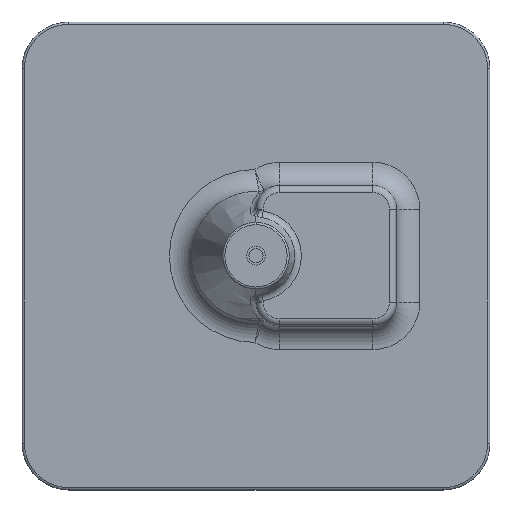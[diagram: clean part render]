
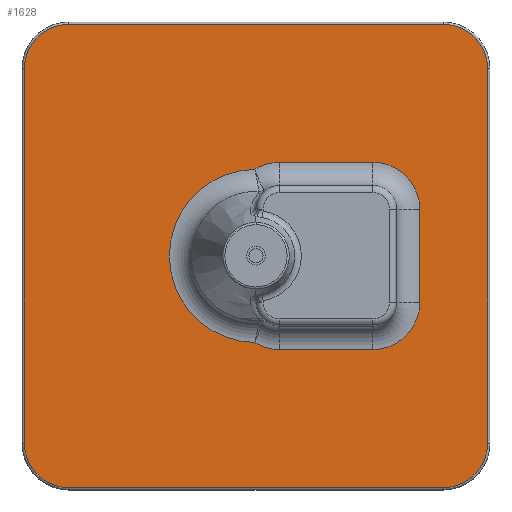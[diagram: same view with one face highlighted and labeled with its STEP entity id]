
A CAD part, top view. The second image highlights one B-rep face of the part: STEP entity #1628.
In plain terms, the highlighted planar face has unit normal (0, 0, 1).
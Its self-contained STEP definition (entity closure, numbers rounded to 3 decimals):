
#283=CARTESIAN_POINT('',(-0.539,36.998,
-43.96));
#315=DIRECTION('',(0.,-1.,0.));
#316=VECTOR('',#315,160.);
#317=CARTESIAN_POINT('',(-99.,80.,-43.96));
#318=LINE('',#317,#316);
#319=CARTESIAN_POINT('',(-80.,80.,-43.96));
#320=DIRECTION('',(0.,0.,1.));
#321=DIRECTION('',(0.,1.,0.));
#322=AXIS2_PLACEMENT_3D('',#319,#320,#321);
#324=DIRECTION('',(1.,0.,0.));
#325=VECTOR('',#324,160.);
#326=CARTESIAN_POINT('',(-80.,99.,-43.96));
#327=LINE('',#326,#325);
#328=CARTESIAN_POINT('',(80.,80.,-43.96));
#329=DIRECTION('',(0.,0.,1.));
#330=DIRECTION('',(1.,0.,0.));
#331=AXIS2_PLACEMENT_3D('',#328,#329,#330);
#333=DIRECTION('',(0.,-1.,0.));
#334=VECTOR('',#333,160.);
#335=CARTESIAN_POINT('',(99.,80.,-43.96));
#336=LINE('',#335,#334);
#337=CARTESIAN_POINT('',(80.,-80.,-43.96));
#338=DIRECTION('',(0.,0.,1.));
#339=DIRECTION('',(0.,-1.,0.));
#340=AXIS2_PLACEMENT_3D('',#337,#338,#339);
#342=DIRECTION('',(-1.,0.,0.));
#343=VECTOR('',#342,160.);
#344=CARTESIAN_POINT('',(80.,-99.,-43.96));
#345=LINE('',#344,#343);
#346=CARTESIAN_POINT('',(-80.,-80.,-43.96));
#347=DIRECTION('',(0.,0.,1.));
#348=DIRECTION('',(-1.,0.,0.));
#349=AXIS2_PLACEMENT_3D('',#346,#347,#348);
#351=CARTESIAN_POINT('',(0.,0.,-43.96));
#352=DIRECTION('',(0.,0.,-1.));
#353=DIRECTION('',(-0.015,-1.,0.));
#354=AXIS2_PLACEMENT_3D('',#351,#352,#353);
#356=CARTESIAN_POINT('',(10.,-20.,-43.96));
#357=DIRECTION('',(0.,0.,-1.));
#358=DIRECTION('',(0.,-1.,0.));
#359=AXIS2_PLACEMENT_3D('',#356,#357,#358);
#361=DIRECTION('',(1.,0.,0.));
#362=VECTOR('',#361,40.);
#363=CARTESIAN_POINT('',(10.,-40.,-43.96));
#364=LINE('',#363,#362);
#365=CARTESIAN_POINT('',(50.,-20.,-43.96));
#366=DIRECTION('',(0.,0.,-1.));
#367=DIRECTION('',(1.,0.,0.));
#368=AXIS2_PLACEMENT_3D('',#365,#366,#367);
#370=DIRECTION('',(0.,1.,0.));
#371=VECTOR('',#370,40.);
#372=CARTESIAN_POINT('',(70.,-20.,-43.96));
#373=LINE('',#372,#371);
#374=CARTESIAN_POINT('',(50.,20.,-43.96));
#375=DIRECTION('',(0.,0.,-1.));
#376=DIRECTION('',(0.,1.,0.));
#377=AXIS2_PLACEMENT_3D('',#374,#375,#376);
#379=DIRECTION('',(-1.,0.,0.));
#380=VECTOR('',#379,40.);
#381=CARTESIAN_POINT('',(50.,40.,-43.96));
#382=LINE('',#381,#380);
#383=CARTESIAN_POINT('',(10.,20.,-43.96));
#384=DIRECTION('',(0.,0.,-1.));
#385=DIRECTION('',(-0.527,0.85,0.));
#386=AXIS2_PLACEMENT_3D('',#383,#384,#385);
#1003=CARTESIAN_POINT('',(-99.,80.,-43.96));
#1004=CARTESIAN_POINT('',(-99.,-80.,-43.96));
#1005=VERTEX_POINT('',#1003);
#1006=VERTEX_POINT('',#1004);
#1013=CARTESIAN_POINT('',(-80.,99.,-43.96));
#1014=CARTESIAN_POINT('',(80.,99.,-43.96));
#1015=VERTEX_POINT('',#1013);
#1016=VERTEX_POINT('',#1014);
#1017=CARTESIAN_POINT('',(99.,80.,-43.96));
#1018=CARTESIAN_POINT('',(99.,-80.,-43.96));
#1019=VERTEX_POINT('',#1017);
#1020=VERTEX_POINT('',#1018);
#1021=CARTESIAN_POINT('',(80.,-99.,-43.96));
#1022=CARTESIAN_POINT('',(-80.,-99.,-43.96));
#1023=VERTEX_POINT('',#1021);
#1024=VERTEX_POINT('',#1022);
#1043=CARTESIAN_POINT('',(10.,-40.,-43.96));
#1044=CARTESIAN_POINT('',(50.,-40.,-43.96));
#1045=VERTEX_POINT('',#1043);
#1046=VERTEX_POINT('',#1044);
#1051=CARTESIAN_POINT('',(70.,-20.,-43.96));
#1052=CARTESIAN_POINT('',(70.,20.,-43.96));
#1053=VERTEX_POINT('',#1051);
#1054=VERTEX_POINT('',#1052);
#1063=CARTESIAN_POINT('',(50.,40.,-43.96));
#1064=CARTESIAN_POINT('',(10.,40.,-43.96));
#1065=VERTEX_POINT('',#1063);
#1066=VERTEX_POINT('',#1064);
#1075=VERTEX_POINT('',#283);
#1111=CARTESIAN_POINT('',(-0.539,-36.998,
-43.96));
#1112=VERTEX_POINT('',#1111);
#1588=CARTESIAN_POINT('',(-100.,-100.,-43.96));
#1589=DIRECTION('',(0.,0.,1.));
#1590=DIRECTION('',(1.,0.,0.));
#1591=AXIS2_PLACEMENT_3D('',#1588,#1589,#1590);
#1592=PLANE('',#1591);
#1594=ORIENTED_EDGE('',*,*,#1593,.F.);
#1596=ORIENTED_EDGE('',*,*,#1595,.F.);
#1598=ORIENTED_EDGE('',*,*,#1597,.T.);
#1600=ORIENTED_EDGE('',*,*,#1599,.F.);
#1602=ORIENTED_EDGE('',*,*,#1601,.T.);
#1604=ORIENTED_EDGE('',*,*,#1603,.F.);
#1606=ORIENTED_EDGE('',*,*,#1605,.T.);
#1608=ORIENTED_EDGE('',*,*,#1607,.F.);
#1609=EDGE_LOOP('',(#1594,#1596,#1598,#1600,#1602,#1604,#1606,#1608));
#1610=FACE_OUTER_BOUND('',#1609,.F.);
#1612=ORIENTED_EDGE('',*,*,#1611,.F.);
#1614=ORIENTED_EDGE('',*,*,#1613,.F.);
#1616=ORIENTED_EDGE('',*,*,#1615,.T.);
#1618=ORIENTED_EDGE('',*,*,#1617,.F.);
#1620=ORIENTED_EDGE('',*,*,#1619,.T.);
#1622=ORIENTED_EDGE('',*,*,#1621,.F.);
#1624=ORIENTED_EDGE('',*,*,#1623,.T.);
#1625=ORIENTED_EDGE('',*,*,#1579,.F.);
#1626=EDGE_LOOP('',(#1612,#1614,#1616,#1618,#1620,#1622,#1624,#1625));
#1627=FACE_BOUND('',#1626,.F.);
#1628=ADVANCED_FACE('',(#1610,#1627),#1592,.T.);
#323=CIRCLE('',#322,19.);
#332=CIRCLE('',#331,19.);
#341=CIRCLE('',#340,19.);
#350=CIRCLE('',#349,19.);
#355=CIRCLE('',#354,37.002);
#360=CIRCLE('',#359,20.);
#369=CIRCLE('',#368,20.);
#378=CIRCLE('',#377,20.);
#387=CIRCLE('',#386,20.);
#1579=EDGE_CURVE('',#1075,#1066,#387,.T.);
#1593=EDGE_CURVE('',#1005,#1006,#318,.T.);
#1595=EDGE_CURVE('',#1015,#1005,#323,.T.);
#1597=EDGE_CURVE('',#1015,#1016,#327,.T.);
#1599=EDGE_CURVE('',#1019,#1016,#332,.T.);
#1601=EDGE_CURVE('',#1019,#1020,#336,.T.);
#1603=EDGE_CURVE('',#1023,#1020,#341,.T.);
#1605=EDGE_CURVE('',#1023,#1024,#345,.T.);
#1607=EDGE_CURVE('',#1006,#1024,#350,.T.);
#1611=EDGE_CURVE('',#1112,#1075,#355,.T.);
#1613=EDGE_CURVE('',#1045,#1112,#360,.T.);
#1615=EDGE_CURVE('',#1045,#1046,#364,.T.);
#1617=EDGE_CURVE('',#1053,#1046,#369,.T.);
#1619=EDGE_CURVE('',#1053,#1054,#373,.T.);
#1621=EDGE_CURVE('',#1065,#1054,#378,.T.);
#1623=EDGE_CURVE('',#1065,#1066,#382,.T.);
